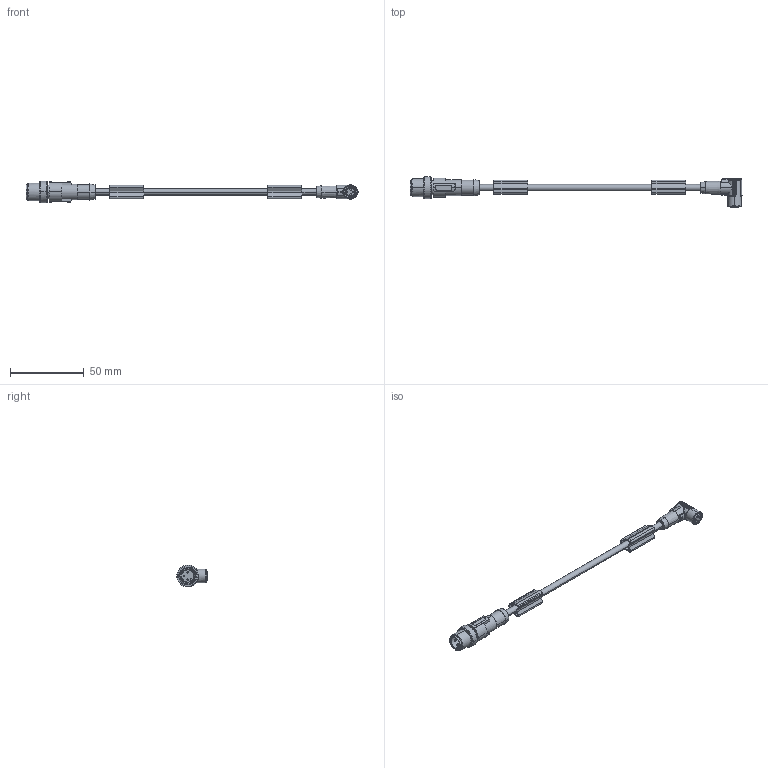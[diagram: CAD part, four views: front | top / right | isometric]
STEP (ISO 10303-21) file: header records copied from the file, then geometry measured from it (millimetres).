
FILE_DESCRIPTION(('SolidDesigner STEP Export'),'2;1');
FILE_NAME('1694907.stp','2011-11-30T10:19:00',(''),(''),'CoCreate Modeling STEP processor for AP214 (Solid Model)','CoCreate Modeling 16.00A 16-Aug-2008 (C) Parametric Technology GmbH','');
FILE_SCHEMA(('AUTOMOTIVE_DESIGN { 1 0 10303 214 1 1 1 1 }'));
Length unit declared in the file: millimetre
Products named in the file (2): 1694907
Assembly tree (1 placements, depth 2):
  1694907
    1694907
Bounding box: 224.7 x 20.6 x 14.8 mm (x, y, z)
Volume: 10266.7 mm3; surface area: 9073.1 mm2
Topology: 1 solids, 1 shells, 683 faces, 1834 edges, 1210 vertices
Faces by surface type: plane 364, cylinder 182, extrusion 76, bspline 30, cone 23, torus 8
Entity records: 34383 total; most frequent: CARTESIAN_POINT 13860, ORIENTED_EDGE 3660, DIRECTION 2659, EDGE_CURVE 1830, VERTEX_POINT 1210, VECTOR 1177, LINE 1101, EDGE_LOOP 758
